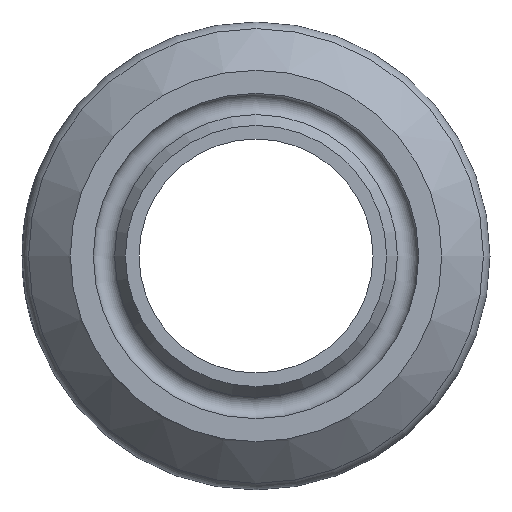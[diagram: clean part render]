
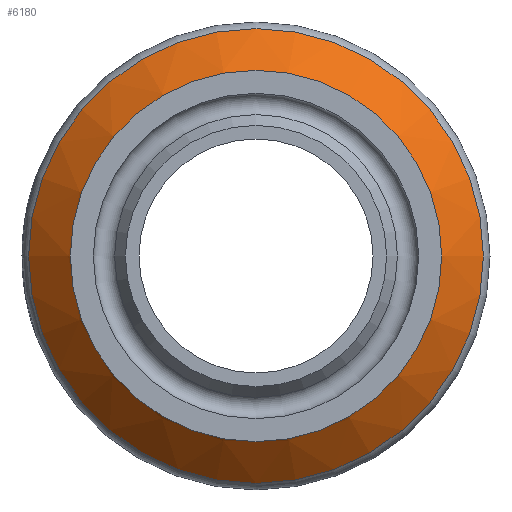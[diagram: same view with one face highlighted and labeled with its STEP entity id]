
A CAD part, left-side view. The second image highlights one B-rep face of the part: STEP entity #6180.
In plain terms, the highlighted conical face has half-angle 45 degrees and reference radius 12.636 mm.
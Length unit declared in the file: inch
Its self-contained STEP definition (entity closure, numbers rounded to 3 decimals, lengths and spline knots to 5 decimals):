
#16=CONICAL_SURFACE('',#6533,0.4975,45.);
#89=FACE_BOUND('',#1123,.T.);
#737=FACE_OUTER_BOUND('',#1122,.T.);
#1122=EDGE_LOOP('',(#5764));
#1123=EDGE_LOOP('',(#5765));
#1282=CIRCLE('',#6532,0.60243);
#1283=CIRCLE('',#6534,0.39257);
#3045=VERTEX_POINT('',#13640);
#3046=VERTEX_POINT('',#13643);
#3955=EDGE_CURVE('',#3045,#3045,#1282,.T.);
#3956=EDGE_CURVE('',#3046,#3046,#1283,.T.);
#5764=ORIENTED_EDGE('',*,*,#3956,.F.);
#5765=ORIENTED_EDGE('',*,*,#3955,.F.);
#6180=ADVANCED_FACE('',(#737,#89),#16,.T.);
#6532=AXIS2_PLACEMENT_3D('',#13641,#7644,#7645);
#6533=AXIS2_PLACEMENT_3D('',#13642,#7646,#7647);
#6534=AXIS2_PLACEMENT_3D('',#13644,#7648,#7649);
#7644=DIRECTION('center_axis',(1.,0.,0.));
#7645=DIRECTION('ref_axis',(0.,-1.,0.));
#7646=DIRECTION('center_axis',(1.,0.,0.));
#7647=DIRECTION('ref_axis',(0.,1.,0.));
#7648=DIRECTION('center_axis',(-1.,0.,0.));
#7649=DIRECTION('ref_axis',(0.,-1.,0.));
#13640=CARTESIAN_POINT('',(0.66301,0.60243,0.));
#13641=CARTESIAN_POINT('Origin',(0.66301,0.,
0.));
#13642=CARTESIAN_POINT('Origin',(0.55808,0.,
0.));
#13643=CARTESIAN_POINT('',(0.45316,0.39257,0.));
#13644=CARTESIAN_POINT('Origin',(0.45316,0.,
0.));
